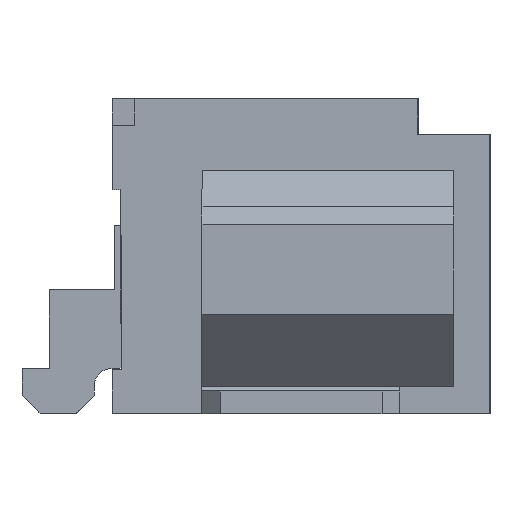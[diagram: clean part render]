
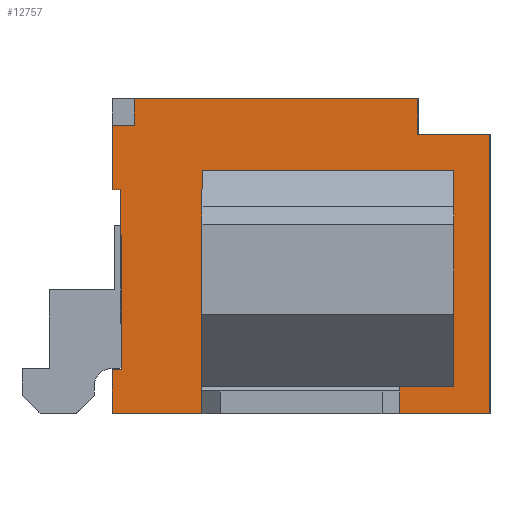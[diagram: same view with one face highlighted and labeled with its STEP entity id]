
A CAD part, left-side view. The second image highlights one B-rep face of the part: STEP entity #12757.
In plain terms, the highlighted planar face has unit normal (-1, 0, 0).
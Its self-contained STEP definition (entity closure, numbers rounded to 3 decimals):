
#31 = VECTOR ( 'NONE', #6254, 1000. ) ;
#88 = CARTESIAN_POINT ( 'NONE',  ( -4.625, 0., 0. ) ) ;
#208 = VECTOR ( 'NONE', #5556, 1000. ) ;
#291 = VECTOR ( 'NONE', #6642, 1000. ) ;
#336 = CARTESIAN_POINT ( 'NONE',  ( -4.625, -0.25, 3.2 ) ) ;
#544 = ORIENTED_EDGE ( 'NONE', *, *, #6593, .T. ) ;
#545 = LINE ( 'NONE', #4487, #208 ) ;
#550 = VERTEX_POINT ( 'NONE', #10471 ) ;
#587 = VERTEX_POINT ( 'NONE', #9994 ) ;
#592 = CARTESIAN_POINT ( 'NONE',  ( -4.625, -2.9, 0.3 ) ) ;
#628 = CARTESIAN_POINT ( 'NONE',  ( -4.625, -0.1, 2.485 ) ) ;
#889 = ORIENTED_EDGE ( 'NONE', *, *, #5449, .F. ) ;
#1010 = VERTEX_POINT ( 'NONE', #3565 ) ;
#1038 = VECTOR ( 'NONE', #13332, 1000. ) ;
#1087 = CARTESIAN_POINT ( 'NONE',  ( -4.625, -0.1, 0.488 ) ) ;
#1133 = CARTESIAN_POINT ( 'NONE',  ( -4.625, -4.2, 0. ) ) ;
#1167 = CARTESIAN_POINT ( 'NONE',  ( -4.625, -3.8, 2.7 ) ) ;
#1357 = ORIENTED_EDGE ( 'NONE', *, *, #5261, .T. ) ;
#1390 = EDGE_CURVE ( 'NONE', #12866, #8910, #2926, .T. ) ;
#1646 = ORIENTED_EDGE ( 'NONE', *, *, #7192, .T. ) ;
#1695 = CARTESIAN_POINT ( 'NONE',  ( -4.625, -1., 0.3 ) ) ;
#1760 = LINE ( 'NONE', #2813, #4544 ) ;
#1779 = VECTOR ( 'NONE', #4851, 1000. ) ;
#1826 = LINE ( 'NONE', #5145, #7452 ) ;
#1856 = ORIENTED_EDGE ( 'NONE', *, *, #13630, .T. ) ;
#1858 = ORIENTED_EDGE ( 'NONE', *, *, #12809, .T. ) ;
#1860 = EDGE_CURVE ( 'NONE', #6855, #7503, #9675, .T. ) ;
#2232 = DIRECTION ( 'NONE',  ( 0., 1., 0. ) ) ;
#2417 = VERTEX_POINT ( 'NONE', #1133 ) ;
#2612 = VECTOR ( 'NONE', #8482, 1000. ) ;
#2669 = PLANE ( 'NONE',  #3360 ) ;
#2717 = CARTESIAN_POINT ( 'NONE',  ( -4.625, -4.2, 0.3 ) ) ;
#2743 = LINE ( 'NONE', #6895, #5188 ) ;
#2771 = VERTEX_POINT ( 'NONE', #628 ) ;
#2813 = CARTESIAN_POINT ( 'NONE',  ( -4.625, -3.8, 0.3 ) ) ;
#2926 = LINE ( 'NONE', #5243, #2612 ) ;
#3141 = CARTESIAN_POINT ( 'NONE',  ( -4.625, -1., 2.7 ) ) ;
#3156 = ORIENTED_EDGE ( 'NONE', *, *, #9201, .T. ) ;
#3360 = AXIS2_PLACEMENT_3D ( 'NONE', #2717, #10157, #3767 ) ;
#3488 = CARTESIAN_POINT ( 'NONE',  ( -4.625, -3.4, 3.1 ) ) ;
#3565 = CARTESIAN_POINT ( 'NONE',  ( -4.625, -0.25, 3.5 ) ) ;
#3741 = DIRECTION ( 'NONE',  ( 0., 1., 0. ) ) ;
#3767 = DIRECTION ( 'NONE',  ( 0., 0., 1. ) ) ;
#3837 = LINE ( 'NONE', #592, #1038 ) ;
#3852 = DIRECTION ( 'NONE',  ( 0., 1., 0. ) ) ;
#4040 = LINE ( 'NONE', #1167, #12213 ) ;
#4053 = ORIENTED_EDGE ( 'NONE', *, *, #8851, .F. ) ;
#4148 = EDGE_CURVE ( 'NONE', #4238, #5185, #13458, .T. ) ;
#4238 = VERTEX_POINT ( 'NONE', #88 ) ;
#4288 = CARTESIAN_POINT ( 'NONE',  ( -4.625, -0.25, 0. ) ) ;
#4314 = VERTEX_POINT ( 'NONE', #13730 ) ;
#4393 = EDGE_CURVE ( 'NONE', #9175, #1010, #6219, .T. ) ;
#4417 = DIRECTION ( 'NONE',  ( 0., 0., -1. ) ) ;
#4423 = DIRECTION ( 'NONE',  ( 0., 0., -1. ) ) ;
#4487 = CARTESIAN_POINT ( 'NONE',  ( -4.625, -0.1, 0.488 ) ) ;
#4544 = VECTOR ( 'NONE', #3852, 1000. ) ;
#4567 = LINE ( 'NONE', #12311, #1779 ) ;
#4583 = ORIENTED_EDGE ( 'NONE', *, *, #4148, .T. ) ;
#4668 = CARTESIAN_POINT ( 'NONE',  ( -4.625, -1., 0. ) ) ;
#4696 = EDGE_LOOP ( 'NONE', ( #8701, #8624, #11270, #1858, #1357, #1646, #5689, #13074, #544, #3156, #11577, #1856, #889, #5322, #4053, #7570, #10406, #4583, #11447 ) ) ;
#4794 = DIRECTION ( 'NONE',  ( 0., 1., 0. ) ) ;
#4851 = DIRECTION ( 'NONE',  ( 0., -1., 0. ) ) ;
#4945 = CARTESIAN_POINT ( 'NONE',  ( -4.625, -0.25, 3.2 ) ) ;
#5090 = LINE ( 'NONE', #9744, #13261 ) ;
#5145 = CARTESIAN_POINT ( 'NONE',  ( -4.625, 0., 0.3 ) ) ;
#5165 = CARTESIAN_POINT ( 'NONE',  ( -4.625, 0., 0.3 ) ) ;
#5185 = VERTEX_POINT ( 'NONE', #4668 ) ;
#5188 = VECTOR ( 'NONE', #3741, 1000. ) ;
#5200 = VECTOR ( 'NONE', #4423, 1000. ) ;
#5243 = CARTESIAN_POINT ( 'NONE',  ( -4.625, -4.2, 3.1 ) ) ;
#5261 = EDGE_CURVE ( 'NONE', #11521, #13118, #3837, .T. ) ;
#5322 = ORIENTED_EDGE ( 'NONE', *, *, #13329, .F. ) ;
#5331 = CARTESIAN_POINT ( 'NONE',  ( -4.625, -3.8, 0.3 ) ) ;
#5360 = DIRECTION ( 'NONE',  ( 0., 0., 1. ) ) ;
#5449 = EDGE_CURVE ( 'NONE', #12408, #550, #8504, .T. ) ;
#5538 = CARTESIAN_POINT ( 'NONE',  ( -4.625, 0., 0.488 ) ) ;
#5556 = DIRECTION ( 'NONE',  ( 0., 0., 1. ) ) ;
#5689 = ORIENTED_EDGE ( 'NONE', *, *, #10156, .T. ) ;
#5882 = VECTOR ( 'NONE', #5360, 1000. ) ;
#6219 = LINE ( 'NONE', #4288, #5882 ) ;
#6254 = DIRECTION ( 'NONE',  ( 0., 0., 1. ) ) ;
#6284 = DIRECTION ( 'NONE',  ( 0., -1., 0. ) ) ;
#6487 = VECTOR ( 'NONE', #7732, 1000. ) ;
#6582 = EDGE_CURVE ( 'NONE', #11175, #8545, #8217, .T. ) ;
#6593 = EDGE_CURVE ( 'NONE', #8910, #587, #13517, .T. ) ;
#6642 = DIRECTION ( 'NONE',  ( 0., 1., 0. ) ) ;
#6855 = VERTEX_POINT ( 'NONE', #1087 ) ;
#6895 = CARTESIAN_POINT ( 'NONE',  ( -4.625, -0.1, 2.485 ) ) ;
#7001 = CARTESIAN_POINT ( 'NONE',  ( -4.625, -3.4, 3.1 ) ) ;
#7011 = CARTESIAN_POINT ( 'NONE',  ( -4.625, 0., 2.485 ) ) ;
#7192 = EDGE_CURVE ( 'NONE', #13118, #2417, #4567, .T. ) ;
#7441 = EDGE_CURVE ( 'NONE', #4314, #11175, #4040, .T. ) ;
#7452 = VECTOR ( 'NONE', #12556, 1000. ) ;
#7468 = CARTESIAN_POINT ( 'NONE',  ( -4.625, -2.9, 0. ) ) ;
#7503 = VERTEX_POINT ( 'NONE', #5538 ) ;
#7568 = VECTOR ( 'NONE', #9719, 1000. ) ;
#7570 = ORIENTED_EDGE ( 'NONE', *, *, #1860, .T. ) ;
#7732 = DIRECTION ( 'NONE',  ( 0., 1., 0. ) ) ;
#8106 = DIRECTION ( 'NONE',  ( 0., 0., -1. ) ) ;
#8144 = VECTOR ( 'NONE', #4794, 1000. ) ;
#8217 = LINE ( 'NONE', #13395, #11053 ) ;
#8266 = VERTEX_POINT ( 'NONE', #5331 ) ;
#8482 = DIRECTION ( 'NONE',  ( 0., 1., 0. ) ) ;
#8504 = LINE ( 'NONE', #5165, #31 ) ;
#8545 = VERTEX_POINT ( 'NONE', #1695 ) ;
#8618 = CARTESIAN_POINT ( 'NONE',  ( -4.625, -4.2, 0.3 ) ) ;
#8624 = ORIENTED_EDGE ( 'NONE', *, *, #7441, .F. ) ;
#8701 = ORIENTED_EDGE ( 'NONE', *, *, #6582, .F. ) ;
#8851 = EDGE_CURVE ( 'NONE', #6855, #2771, #545, .T. ) ;
#8910 = VERTEX_POINT ( 'NONE', #3488 ) ;
#9068 = CARTESIAN_POINT ( 'NONE',  ( -4.625, -3.4, 3.5 ) ) ;
#9175 = VERTEX_POINT ( 'NONE', #4945 ) ;
#9201 = EDGE_CURVE ( 'NONE', #587, #1010, #11323, .T. ) ;
#9380 = EDGE_CURVE ( 'NONE', #4238, #7503, #1826, .T. ) ;
#9535 = EDGE_CURVE ( 'NONE', #8545, #5185, #5090, .T. ) ;
#9675 = LINE ( 'NONE', #9882, #6487 ) ;
#9719 = DIRECTION ( 'NONE',  ( 0., 0., 1. ) ) ;
#9744 = CARTESIAN_POINT ( 'NONE',  ( -4.625, -1., 0.3 ) ) ;
#9882 = CARTESIAN_POINT ( 'NONE',  ( -4.625, -0.1, 0.488 ) ) ;
#9994 = CARTESIAN_POINT ( 'NONE',  ( -4.625, -3.4, 3.5 ) ) ;
#10156 = EDGE_CURVE ( 'NONE', #2417, #12866, #13225, .T. ) ;
#10157 = DIRECTION ( 'NONE',  ( -1., 0., 0. ) ) ;
#10253 = DIRECTION ( 'NONE',  ( 0., 0., 1. ) ) ;
#10386 = CARTESIAN_POINT ( 'NONE',  ( -4.625, -4.2, 3.1 ) ) ;
#10406 = ORIENTED_EDGE ( 'NONE', *, *, #9380, .F. ) ;
#10471 = CARTESIAN_POINT ( 'NONE',  ( -4.625, 0., 3.2 ) ) ;
#10725 = VECTOR ( 'NONE', #10253, 1000. ) ;
#10817 = CARTESIAN_POINT ( 'NONE',  ( -4.625, -3.8, 0.3 ) ) ;
#10900 = LINE ( 'NONE', #10817, #5200 ) ;
#11053 = VECTOR ( 'NONE', #8106, 1000. ) ;
#11175 = VERTEX_POINT ( 'NONE', #3141 ) ;
#11191 = CARTESIAN_POINT ( 'NONE',  ( -4.625, -2.9, 0.3 ) ) ;
#11257 = LINE ( 'NONE', #336, #291 ) ;
#11270 = ORIENTED_EDGE ( 'NONE', *, *, #11369, .T. ) ;
#11323 = LINE ( 'NONE', #9068, #8144 ) ;
#11369 = EDGE_CURVE ( 'NONE', #4314, #8266, #10900, .T. ) ;
#11447 = ORIENTED_EDGE ( 'NONE', *, *, #9535, .F. ) ;
#11521 = VERTEX_POINT ( 'NONE', #11191 ) ;
#11577 = ORIENTED_EDGE ( 'NONE', *, *, #4393, .F. ) ;
#12213 = VECTOR ( 'NONE', #2232, 1000. ) ;
#12311 = CARTESIAN_POINT ( 'NONE',  ( -4.625, -4.2, 0. ) ) ;
#12408 = VERTEX_POINT ( 'NONE', #7011 ) ;
#12536 = FACE_OUTER_BOUND ( 'NONE', #4696, .T. ) ;
#12556 = DIRECTION ( 'NONE',  ( 0., 0., 1. ) ) ;
#12757 = ADVANCED_FACE ( 'NONE', ( #12536 ), #2669, .T. ) ;
#12783 = VECTOR ( 'NONE', #6284, 1000. ) ;
#12809 = EDGE_CURVE ( 'NONE', #8266, #11521, #1760, .T. ) ;
#12866 = VERTEX_POINT ( 'NONE', #10386 ) ;
#13074 = ORIENTED_EDGE ( 'NONE', *, *, #1390, .T. ) ;
#13118 = VERTEX_POINT ( 'NONE', #7468 ) ;
#13225 = LINE ( 'NONE', #8618, #7568 ) ;
#13261 = VECTOR ( 'NONE', #4417, 1000. ) ;
#13329 = EDGE_CURVE ( 'NONE', #2771, #12408, #2743, .T. ) ;
#13332 = DIRECTION ( 'NONE',  ( 0., 0., -1. ) ) ;
#13395 = CARTESIAN_POINT ( 'NONE',  ( -4.625, -1., 0.3 ) ) ;
#13458 = LINE ( 'NONE', #13664, #12783 ) ;
#13517 = LINE ( 'NONE', #7001, #10725 ) ;
#13630 = EDGE_CURVE ( 'NONE', #9175, #550, #11257, .T. ) ;
#13664 = CARTESIAN_POINT ( 'NONE',  ( -4.625, 0., 0. ) ) ;
#13730 = CARTESIAN_POINT ( 'NONE',  ( -4.625, -3.8, 2.7 ) ) ;
